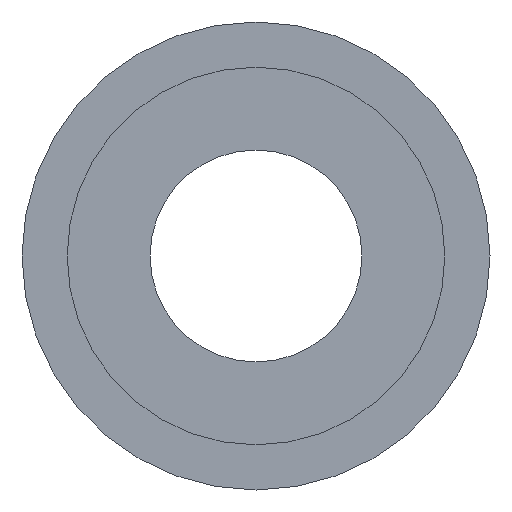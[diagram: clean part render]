
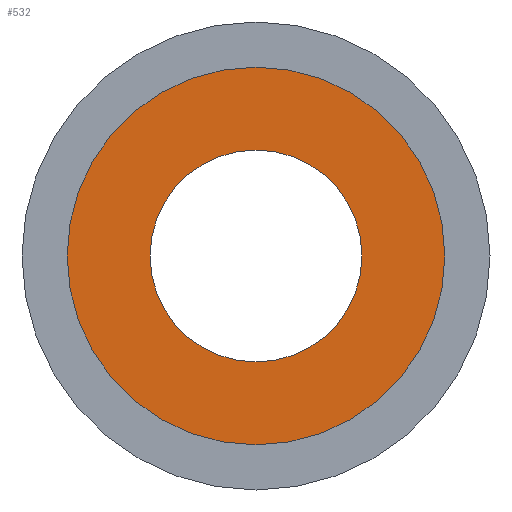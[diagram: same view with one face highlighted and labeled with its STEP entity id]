
A CAD part, front view. The second image highlights one B-rep face of the part: STEP entity #532.
In plain terms, the highlighted planar face has unit normal (0, -1, 0).
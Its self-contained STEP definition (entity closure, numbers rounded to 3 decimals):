
#23 = EDGE_LOOP ( 'NONE', ( #549, #316 ) ) ;
#29 = DIRECTION ( 'NONE',  ( -1., 0., 0. ) ) ;
#50 = AXIS2_PLACEMENT_3D ( 'NONE', #258, #560, #256 ) ;
#57 = DIRECTION ( 'NONE',  ( 0., 1., 0. ) ) ;
#89 = CARTESIAN_POINT ( 'NONE',  ( -11.5, 5.5, 0. ) ) ;
#91 = AXIS2_PLACEMENT_3D ( 'NONE', #440, #583, #335 ) ;
#114 = DIRECTION ( 'NONE',  ( 0., 1., 0. ) ) ;
#139 = AXIS2_PLACEMENT_3D ( 'NONE', #186, #57, #581 ) ;
#186 = CARTESIAN_POINT ( 'NONE',  ( 0., 5.5, 0. ) ) ;
#197 = CIRCLE ( 'NONE', #50, 11.5 ) ;
#217 = VERTEX_POINT ( 'NONE', #333 ) ;
#256 = DIRECTION ( 'NONE',  ( -1., 0., 0. ) ) ;
#258 = CARTESIAN_POINT ( 'NONE',  ( 0., 5.5, 0. ) ) ;
#289 = CIRCLE ( 'NONE', #139, 21.1 ) ;
#300 = EDGE_CURVE ( 'NONE', #217, #384, #289, .T. ) ;
#303 = CARTESIAN_POINT ( 'NONE',  ( 11.5, 5.5, 0. ) ) ;
#316 = ORIENTED_EDGE ( 'NONE', *, *, #461, .F. ) ;
#324 = EDGE_CURVE ( 'NONE', #615, #402, #592, .T. ) ;
#333 = CARTESIAN_POINT ( 'NONE',  ( -21.1, 5.5, 0. ) ) ;
#335 = DIRECTION ( 'NONE',  ( -1., 0., 0. ) ) ;
#348 = EDGE_LOOP ( 'NONE', ( #533, #519 ) ) ;
#358 = DIRECTION ( 'NONE',  ( 0., 1., 0. ) ) ;
#384 = VERTEX_POINT ( 'NONE', #551 ) ;
#402 = VERTEX_POINT ( 'NONE', #303 ) ;
#428 = CIRCLE ( 'NONE', #443, 21.1 ) ;
#440 = CARTESIAN_POINT ( 'NONE',  ( 0., 5.5, 0. ) ) ;
#443 = AXIS2_PLACEMENT_3D ( 'NONE', #459, #358, #29 ) ;
#447 = FACE_BOUND ( 'NONE', #348, .T. ) ;
#459 = CARTESIAN_POINT ( 'NONE',  ( 0., 5.5, 0. ) ) ;
#461 = EDGE_CURVE ( 'NONE', #384, #217, #428, .T. ) ;
#465 = DIRECTION ( 'NONE',  ( -1., 0., 0. ) ) ;
#518 = CARTESIAN_POINT ( 'NONE',  ( 11.5, 5.5, 0. ) ) ;
#519 = ORIENTED_EDGE ( 'NONE', *, *, #528, .T. ) ;
#527 = FACE_OUTER_BOUND ( 'NONE', #23, .T. ) ;
#528 = EDGE_CURVE ( 'NONE', #402, #615, #197, .T. ) ;
#532 = ADVANCED_FACE ( 'NONE', ( #527, #447 ), #601, .F. ) ;
#533 = ORIENTED_EDGE ( 'NONE', *, *, #324, .T. ) ;
#545 = AXIS2_PLACEMENT_3D ( 'NONE', #518, #114, #465 ) ;
#549 = ORIENTED_EDGE ( 'NONE', *, *, #300, .F. ) ;
#551 = CARTESIAN_POINT ( 'NONE',  ( 21.1, 5.5, 0. ) ) ;
#560 = DIRECTION ( 'NONE',  ( 0., 1., 0. ) ) ;
#581 = DIRECTION ( 'NONE',  ( -1., 0., 0. ) ) ;
#583 = DIRECTION ( 'NONE',  ( 0., 1., 0. ) ) ;
#592 = CIRCLE ( 'NONE', #91, 11.5 ) ;
#601 = PLANE ( 'NONE',  #545 ) ;
#615 = VERTEX_POINT ( 'NONE', #89 ) ;
